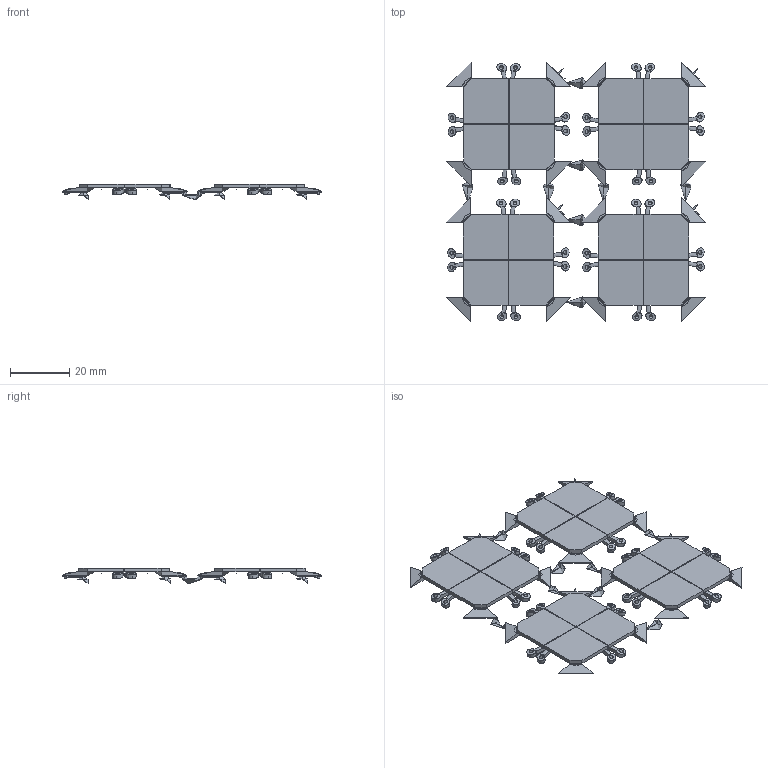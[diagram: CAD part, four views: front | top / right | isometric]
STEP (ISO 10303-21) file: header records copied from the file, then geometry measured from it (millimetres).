
FILE_DESCRIPTION(/* description */ (''),/* implementation_level */ '2;1');
FILE_NAME(/* name */ 'bottoms',/* time_stamp */ '2015-05-21T17:23:48-07:00',/* author */ (''),/* organization */ (''),/* preprocessor_version */ 'ST-DEVELOPER v15',/* originating_system */ '',/* authorisation */ '');
FILE_SCHEMA (('AUTOMOTIVE_DESIGN'));
Length unit declared in the file: millimetre
Products named in the file (1): Document
Bounding box: 87.82 x 87.93 x 5.25 mm (x, y, z)
Volume: 8371.3 mm3
Topology: 116 solids, 148 shells, 1088 faces, 2576 edges, 1472 vertices
Faces by surface type: bspline 896, plane 192
Entity records: 43775 total; most frequent: CARTESIAN_POINT 27747, ORIENTED_EDGE 4624, EDGE_CURVE 2408, B_SPLINE_CURVE_WITH_KNOTS 1640, VERTEX_POINT 1520, EDGE_LOOP 1152, ADVANCED_FACE 1088, FACE_OUTER_BOUND 1088
